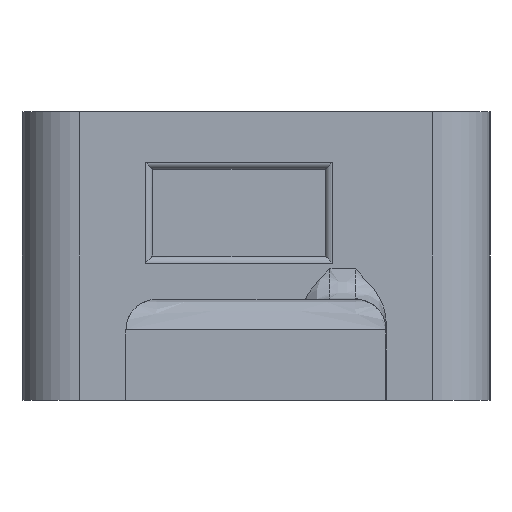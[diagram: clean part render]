
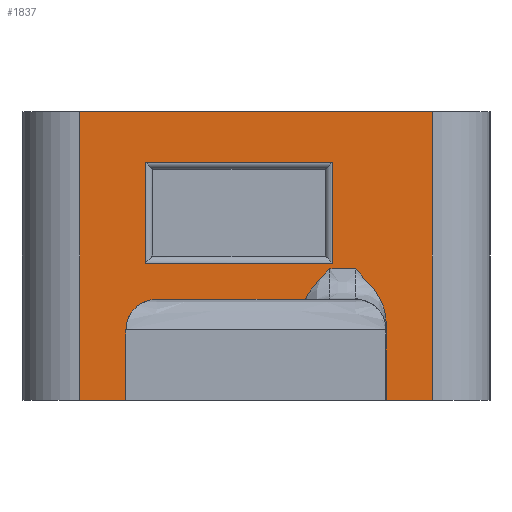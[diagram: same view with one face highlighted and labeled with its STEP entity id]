
A CAD part, left-side view. The second image highlights one B-rep face of the part: STEP entity #1837.
In plain terms, the highlighted planar face has unit normal (-1, 0, 0).
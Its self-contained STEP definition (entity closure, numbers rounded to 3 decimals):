
#43=FACE_BOUND('',#309,.T.);
#46=B_SPLINE_CURVE_WITH_KNOTS('',3,(#2625,#2626,#2627,#2628,#2629,#2630,
#2631,#2632,#2633,#2634),.UNSPECIFIED.,.F.,.F.,(4,2,2,2,4),(0.,0.106,
0.23,0.369,0.369),.UNSPECIFIED.);
#47=B_SPLINE_CURVE_WITH_KNOTS('',3,(#2636,#2637,#2638,#2639),
 .UNSPECIFIED.,.F.,.F.,(4,4),(-0.388,-0.212),
 .UNSPECIFIED.);
#48=B_SPLINE_CURVE_WITH_KNOTS('',3,(#2640,#2641,#2642,#2643,#2644,#2645,
#2646,#2647,#2648,#2649),.UNSPECIFIED.,.F.,.F.,(4,2,2,2,4),(-0.001,
0.,0.158,0.298,0.417),.UNSPECIFIED.);
#203=FACE_OUTER_BOUND('',#308,.T.);
#308=EDGE_LOOP('',(#1294,#1295,#1296,#1297,#1298,#1299,#1300,#1301,#1302,
#1303));
#309=EDGE_LOOP('',(#1304,#1305,#1306,#1307));
#436=LINE('',#2552,#598);
#438=LINE('',#2560,#600);
#440=LINE('',#2566,#602);
#443=LINE('',#2572,#605);
#458=LINE('',#2611,#620);
#459=LINE('',#2613,#621);
#460=LINE('',#2615,#622);
#461=LINE('',#2617,#623);
#462=LINE('',#2619,#624);
#463=LINE('',#2621,#625);
#464=LINE('',#2623,#626);
#598=VECTOR('',#2139,10.);
#600=VECTOR('',#2147,10.);
#602=VECTOR('',#2153,10.);
#605=VECTOR('',#2160,10.);
#620=VECTOR('',#2189,10.);
#621=VECTOR('',#2190,10.);
#622=VECTOR('',#2191,10.);
#623=VECTOR('',#2192,10.);
#624=VECTOR('',#2193,10.);
#625=VECTOR('',#2194,10.);
#626=VECTOR('',#2195,10.);
#768=VERTEX_POINT('',#2550);
#769=VERTEX_POINT('',#2551);
#772=VERTEX_POINT('',#2559);
#774=VERTEX_POINT('',#2565);
#791=VERTEX_POINT('',#2609);
#792=VERTEX_POINT('',#2610);
#793=VERTEX_POINT('',#2612);
#794=VERTEX_POINT('',#2614);
#795=VERTEX_POINT('',#2616);
#796=VERTEX_POINT('',#2618);
#797=VERTEX_POINT('',#2620);
#798=VERTEX_POINT('',#2622);
#799=VERTEX_POINT('',#2624);
#800=VERTEX_POINT('',#2635);
#957=EDGE_CURVE('',#768,#769,#436,.T.);
#961=EDGE_CURVE('',#769,#772,#438,.T.);
#964=EDGE_CURVE('',#772,#774,#440,.T.);
#968=EDGE_CURVE('',#774,#768,#443,.T.);
#987=EDGE_CURVE('',#791,#792,#458,.T.);
#988=EDGE_CURVE('',#792,#793,#459,.T.);
#989=EDGE_CURVE('',#793,#794,#460,.T.);
#990=EDGE_CURVE('',#795,#794,#461,.T.);
#991=EDGE_CURVE('',#796,#795,#462,.T.);
#992=EDGE_CURVE('',#796,#797,#463,.T.);
#993=EDGE_CURVE('',#797,#798,#464,.T.);
#994=EDGE_CURVE('',#799,#798,#46,.F.);
#995=EDGE_CURVE('',#800,#799,#47,.T.);
#996=EDGE_CURVE('',#791,#800,#48,.F.);
#1294=ORIENTED_EDGE('',*,*,#987,.T.);
#1295=ORIENTED_EDGE('',*,*,#988,.T.);
#1296=ORIENTED_EDGE('',*,*,#989,.T.);
#1297=ORIENTED_EDGE('',*,*,#990,.F.);
#1298=ORIENTED_EDGE('',*,*,#991,.F.);
#1299=ORIENTED_EDGE('',*,*,#992,.T.);
#1300=ORIENTED_EDGE('',*,*,#993,.T.);
#1301=ORIENTED_EDGE('',*,*,#994,.F.);
#1302=ORIENTED_EDGE('',*,*,#995,.F.);
#1303=ORIENTED_EDGE('',*,*,#996,.F.);
#1304=ORIENTED_EDGE('',*,*,#957,.F.);
#1305=ORIENTED_EDGE('',*,*,#968,.F.);
#1306=ORIENTED_EDGE('',*,*,#964,.F.);
#1307=ORIENTED_EDGE('',*,*,#961,.F.);
#1775=PLANE('',#1979);
#1837=ADVANCED_FACE('',(#203,#43),#1775,.T.);
#1979=AXIS2_PLACEMENT_3D('',#2608,#2187,#2188);
#2139=DIRECTION('',(0.,-1.,0.));
#2147=DIRECTION('',(0.,0.,1.));
#2153=DIRECTION('',(0.,1.,0.));
#2160=DIRECTION('',(0.,0.,-1.));
#2187=DIRECTION('center_axis',(-1.,0.,0.));
#2188=DIRECTION('ref_axis',(0.,-1.,0.));
#2189=DIRECTION('',(0.,0.,-1.));
#2190=DIRECTION('',(0.,-1.,0.));
#2191=DIRECTION('',(0.,0.,1.));
#2192=DIRECTION('',(0.,-1.,0.));
#2193=DIRECTION('',(0.,0.,1.));
#2194=DIRECTION('',(0.,-1.,0.));
#2195=DIRECTION('',(0.,0.,1.));
#2550=CARTESIAN_POINT('',(-2.5,21.35,9.5));
#2551=CARTESIAN_POINT('',(-2.5,8.4,9.5));
#2552=CARTESIAN_POINT('',(-2.5,19.8,9.5));
#2559=CARTESIAN_POINT('',(-2.5,8.4,16.5));
#2560=CARTESIAN_POINT('',(-2.5,8.4,8.));
#2565=CARTESIAN_POINT('',(-2.5,21.35,16.5));
#2566=CARTESIAN_POINT('',(-2.5,23.375,16.5));
#2572=CARTESIAN_POINT('',(-2.5,21.35,5.));
#2608=CARTESIAN_POINT('Origin',(-2.5,25.9,0.));
#2609=CARTESIAN_POINT('',(-2.5,4.7,5.447));
#2610=CARTESIAN_POINT('',(-2.5,4.7,0.));
#2611=CARTESIAN_POINT('',(-2.5,4.7,0.));
#2612=CARTESIAN_POINT('',(-2.5,1.5,0.));
#2613=CARTESIAN_POINT('',(-2.5,25.9,0.));
#2614=CARTESIAN_POINT('',(-2.5,1.5,20.));
#2615=CARTESIAN_POINT('',(-2.5,1.5,0.));
#2616=CARTESIAN_POINT('',(-2.5,25.9,20.));
#2617=CARTESIAN_POINT('',(-2.5,25.9,20.));
#2618=CARTESIAN_POINT('',(-2.5,25.9,0.));
#2619=CARTESIAN_POINT('',(-2.5,25.9,0.));
#2620=CARTESIAN_POINT('',(-2.5,10.7,0.));
#2621=CARTESIAN_POINT('',(-2.5,25.9,0.));
#2622=CARTESIAN_POINT('',(-2.5,10.7,5.447));
#2623=CARTESIAN_POINT('',(-2.5,10.7,0.));
#2624=CARTESIAN_POINT('',(-2.5,8.579,9.121));
#2625=CARTESIAN_POINT('Ctrl Pts',(-2.5,10.7,5.447));
#2626=CARTESIAN_POINT('Ctrl Pts',(-2.5,10.7,5.8));
#2627=CARTESIAN_POINT('Ctrl Pts',(-2.5,10.634,6.202));
#2628=CARTESIAN_POINT('Ctrl Pts',(-2.5,10.258,7.154));
#2629=CARTESIAN_POINT('Ctrl Pts',(-2.5,9.957,7.595));
#2630=CARTESIAN_POINT('Ctrl Pts',(-2.5,9.33,8.37));
#2631=CARTESIAN_POINT('Ctrl Pts',(-2.5,8.956,8.744));
#2632=CARTESIAN_POINT('Ctrl Pts',(-2.5,8.583,9.117));
#2633=CARTESIAN_POINT('Ctrl Pts',(-2.5,8.581,9.119));
#2634=CARTESIAN_POINT('Ctrl Pts',(-2.5,8.579,9.121));
#2635=CARTESIAN_POINT('',(-2.5,6.821,9.121));
#2636=CARTESIAN_POINT('Ctrl Pts',(-2.5,6.821,9.121));
#2637=CARTESIAN_POINT('Ctrl Pts',(-2.5,7.407,9.121));
#2638=CARTESIAN_POINT('Ctrl Pts',(-2.5,7.993,9.121));
#2639=CARTESIAN_POINT('Ctrl Pts',(-2.5,8.579,9.121));
#2640=CARTESIAN_POINT('Ctrl Pts',(-2.5,6.821,9.121));
#2641=CARTESIAN_POINT('Ctrl Pts',(-2.5,6.819,9.119));
#2642=CARTESIAN_POINT('Ctrl Pts',(-2.5,6.818,9.118));
#2643=CARTESIAN_POINT('Ctrl Pts',(-2.5,6.442,8.742));
#2644=CARTESIAN_POINT('Ctrl Pts',(-2.5,6.066,8.366));
#2645=CARTESIAN_POINT('Ctrl Pts',(-2.5,5.44,7.59));
#2646=CARTESIAN_POINT('Ctrl Pts',(-2.5,5.14,7.15));
#2647=CARTESIAN_POINT('Ctrl Pts',(-2.5,4.766,6.201));
#2648=CARTESIAN_POINT('Ctrl Pts',(-2.5,4.7,5.799));
#2649=CARTESIAN_POINT('Ctrl Pts',(-2.5,4.7,5.447));
